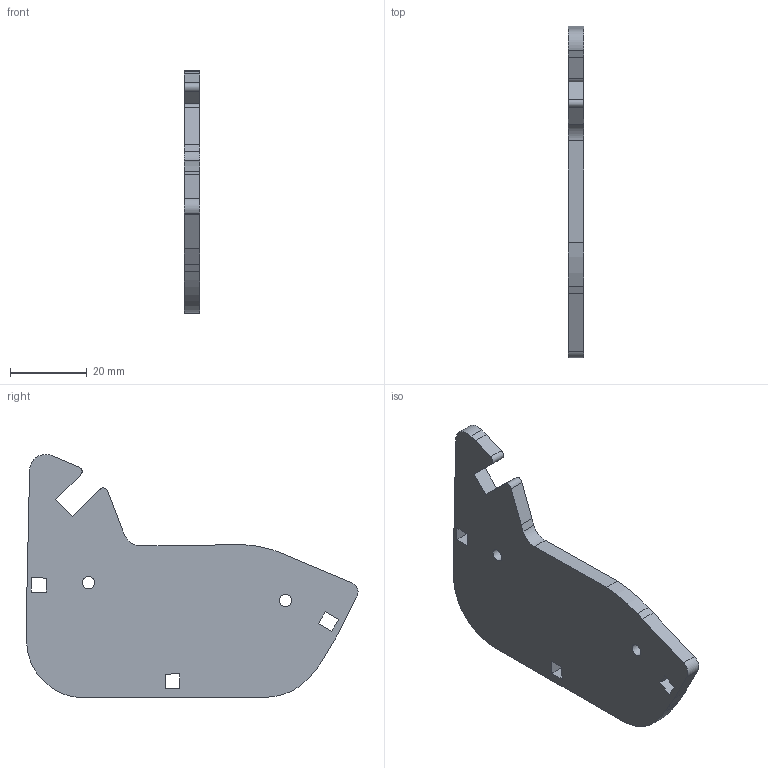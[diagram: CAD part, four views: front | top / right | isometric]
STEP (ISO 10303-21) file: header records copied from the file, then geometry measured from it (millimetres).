
FILE_DESCRIPTION (( 'STEP AP214' ), '1' );
FILE_NAME ('1089-A2P-A.STEP', '2013-05-15T14:47:14', ( '3DAssist' ), ( '' ), 'SwSTEP 2.0', 'SolidWorks 2013', '' );
FILE_SCHEMA (( 'AUTOMOTIVE_DESIGN' ));
Length unit declared in the file: millimetre
Products named in the file (1): 1089-A2P-A
Bounding box: 4 x 86.45 x 63.28 mm (x, y, z)
Volume: 13460.9 mm3; surface area: 8104 mm2
Topology: 1 solids, 1 shells, 41 faces, 117 edges, 78 vertices
Faces by surface type: plane 30, bspline 9, cylinder 2
Full cylindrical faces by diameter (mm): 3.2 x2
Entity records: 1413 total; most frequent: CARTESIAN_POINT 352, ORIENTED_EDGE 230, DIRECTION 167, EDGE_CURVE 115, LINE 93, VECTOR 93, VERTEX_POINT 78, EDGE_LOOP 53
